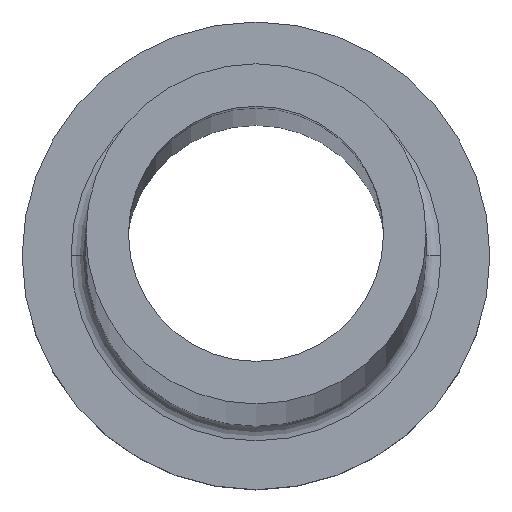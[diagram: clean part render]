
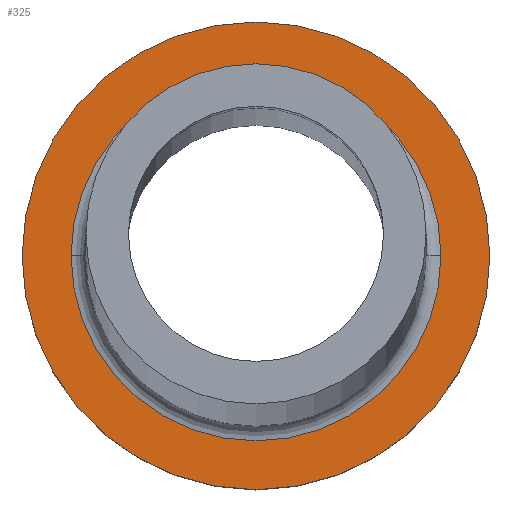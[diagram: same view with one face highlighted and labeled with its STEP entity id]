
A CAD part, top view. The second image highlights one B-rep face of the part: STEP entity #325.
In plain terms, the highlighted planar face has unit normal (0, 0, 1).
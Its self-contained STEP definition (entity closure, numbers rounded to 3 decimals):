
#55 = AXIS2_PLACEMENT_3D ( 'NONE', #151, #127, #277 ) ;
#71 = PLANE ( 'NONE',  #200 ) ;
#72 = EDGE_CURVE ( 'NONE', #188, #335, #393, .T. ) ;
#74 = CARTESIAN_POINT ( 'NONE',  ( -11., 0., 7. ) ) ;
#94 = CIRCLE ( 'NONE', #328, 8.7 ) ;
#97 = CARTESIAN_POINT ( 'NONE',  ( 0., 0., 7. ) ) ;
#106 = ORIENTED_EDGE ( 'NONE', *, *, #323, .T. ) ;
#126 = VERTEX_POINT ( 'NONE', #218 ) ;
#127 = DIRECTION ( 'NONE',  ( 0., 0., 1. ) ) ;
#131 = DIRECTION ( 'NONE',  ( 1., 0., 0. ) ) ;
#136 = AXIS2_PLACEMENT_3D ( 'NONE', #414, #410, #381 ) ;
#145 = DIRECTION ( 'NONE',  ( 1., 0., 0. ) ) ;
#149 = ORIENTED_EDGE ( 'NONE', *, *, #245, .T. ) ;
#151 = CARTESIAN_POINT ( 'NONE',  ( 0., 0., 7. ) ) ;
#154 = EDGE_LOOP ( 'NONE', ( #149, #106 ) ) ;
#155 = DIRECTION ( 'NONE',  ( 0., 0., 1. ) ) ;
#156 = EDGE_CURVE ( 'NONE', #335, #188, #94, .T. ) ;
#178 = FACE_BOUND ( 'NONE', #183, .T. ) ;
#183 = EDGE_LOOP ( 'NONE', ( #331, #234 ) ) ;
#188 = VERTEX_POINT ( 'NONE', #411 ) ;
#189 = DIRECTION ( 'NONE',  ( 1., 0., 0. ) ) ;
#192 = CARTESIAN_POINT ( 'NONE',  ( 8.7, 0., 7. ) ) ;
#200 = AXIS2_PLACEMENT_3D ( 'NONE', #97, #155, #189 ) ;
#204 = DIRECTION ( 'NONE',  ( 0., 0., -1. ) ) ;
#214 = CIRCLE ( 'NONE', #55, 11. ) ;
#215 = FACE_OUTER_BOUND ( 'NONE', #154, .T. ) ;
#218 = CARTESIAN_POINT ( 'NONE',  ( 11., 0., 7. ) ) ;
#234 = ORIENTED_EDGE ( 'NONE', *, *, #72, .T. ) ;
#245 = EDGE_CURVE ( 'NONE', #307, #126, #214, .T. ) ;
#249 = CIRCLE ( 'NONE', #136, 11. ) ;
#266 = DIRECTION ( 'NONE',  ( 0., 0., -1. ) ) ;
#273 = AXIS2_PLACEMENT_3D ( 'NONE', #311, #204, #131 ) ;
#277 = DIRECTION ( 'NONE',  ( 1., 0., 0. ) ) ;
#307 = VERTEX_POINT ( 'NONE', #74 ) ;
#311 = CARTESIAN_POINT ( 'NONE',  ( 0., 0., 7. ) ) ;
#323 = EDGE_CURVE ( 'NONE', #126, #307, #249, .T. ) ;
#325 = ADVANCED_FACE ( 'NONE', ( #178, #215 ), #71, .T. ) ;
#328 = AXIS2_PLACEMENT_3D ( 'NONE', #422, #266, #145 ) ;
#331 = ORIENTED_EDGE ( 'NONE', *, *, #156, .T. ) ;
#335 = VERTEX_POINT ( 'NONE', #192 ) ;
#381 = DIRECTION ( 'NONE',  ( 1., 0., 0. ) ) ;
#393 = CIRCLE ( 'NONE', #273, 8.7 ) ;
#410 = DIRECTION ( 'NONE',  ( 0., 0., 1. ) ) ;
#411 = CARTESIAN_POINT ( 'NONE',  ( -8.7, 0., 7. ) ) ;
#414 = CARTESIAN_POINT ( 'NONE',  ( 0., 0., 7. ) ) ;
#422 = CARTESIAN_POINT ( 'NONE',  ( 0., 0., 7. ) ) ;
